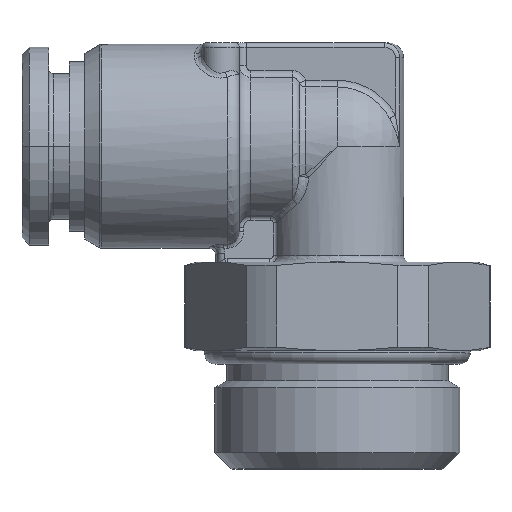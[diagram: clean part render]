
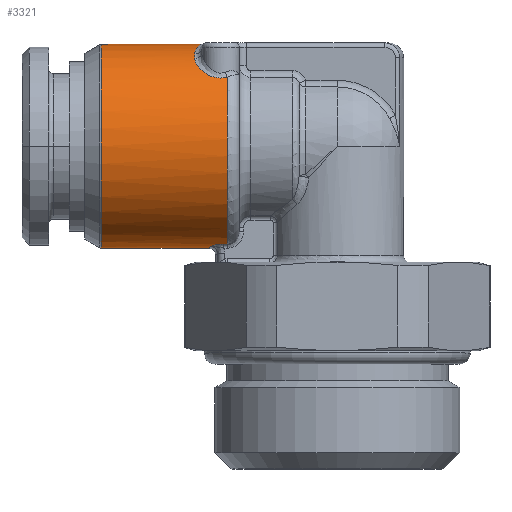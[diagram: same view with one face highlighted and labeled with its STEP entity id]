
A CAD part, top view. The second image highlights one B-rep face of the part: STEP entity #3321.
In plain terms, the highlighted cylindrical face has radius 6.9 mm (diameter 13.8 mm), a partial arc.
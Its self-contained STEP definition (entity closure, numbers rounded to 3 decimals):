
#92=CARTESIAN_POINT('',(-8.604,-6.767,1.348));
#93=CARTESIAN_POINT('',(-8.597,-6.764,1.361));
#94=CARTESIAN_POINT('',(-8.582,-6.759,1.389));
#95=CARTESIAN_POINT('',(-8.555,-6.749,1.436));
#96=CARTESIAN_POINT('',(-8.523,-6.738,1.488));
#97=CARTESIAN_POINT('',(-8.485,-6.725,1.544));
#98=CARTESIAN_POINT('',(-8.438,-6.711,1.605));
#99=CARTESIAN_POINT('',(-8.382,-6.695,1.669));
#100=CARTESIAN_POINT('',(-8.313,-6.678,1.735));
#101=CARTESIAN_POINT('',(-8.229,-6.661,1.801));
#102=CARTESIAN_POINT('',(-8.127,-6.644,1.862));
#103=CARTESIAN_POINT('',(-8.005,-6.629,1.915));
#104=CARTESIAN_POINT('',(-7.859,-6.618,1.954));
#105=CARTESIAN_POINT('',(-7.749,-6.614,1.965));
#106=CARTESIAN_POINT('',(-7.69,-6.614,1.965));
#108=CARTESIAN_POINT('',(-8.725,-6.9,
0.));
#109=CARTESIAN_POINT('',(-8.725,-6.9,
0.117));
#110=CARTESIAN_POINT('',(-8.72,-6.894,
0.349));
#111=CARTESIAN_POINT('',(-8.696,-6.868,
0.691));
#112=CARTESIAN_POINT('',(-8.658,-6.826,1.026));
#113=CARTESIAN_POINT('',(-8.624,-6.788,1.241));
#114=CARTESIAN_POINT('',(-8.604,-6.767,1.348));
#116=CARTESIAN_POINT('',(-15.97,0.,0.));
#117=DIRECTION('',(1.,0.,0.));
#118=DIRECTION('',(0.,1.,0.));
#119=AXIS2_PLACEMENT_3D('',#116,#117,#118);
#121=CARTESIAN_POINT('',(-9.237,6.9,0.));
#122=CARTESIAN_POINT('',(-9.237,6.9,0.141));
#123=CARTESIAN_POINT('',(-9.254,6.891,0.407));
#124=CARTESIAN_POINT('',(-9.306,6.862,0.751));
#125=CARTESIAN_POINT('',(-9.366,6.819,1.071));
#126=CARTESIAN_POINT('',(-9.431,6.763,1.381));
#127=CARTESIAN_POINT('',(-9.496,6.691,1.696));
#128=CARTESIAN_POINT('',(-9.557,6.602,2.014));
#129=CARTESIAN_POINT('',(-9.607,6.496,2.333));
#130=CARTESIAN_POINT('',(-9.639,6.388,2.615));
#131=CARTESIAN_POINT('',(-9.65,6.297,2.824));
#132=CARTESIAN_POINT('',(-9.65,6.247,2.929));
#134=CARTESIAN_POINT('',(-9.65,0.,0.));
#135=DIRECTION('',(1.,0.,0.));
#136=DIRECTION('',(0.,0.905,0.425));
#137=AXIS2_PLACEMENT_3D('',#134,#135,#136);
#139=CARTESIAN_POINT('',(-9.65,5.948,3.497));
#140=CARTESIAN_POINT('',(-9.65,5.841,3.679));
#141=CARTESIAN_POINT('',(-9.59,5.623,4.013));
#142=CARTESIAN_POINT('',(-9.34,5.27,4.463));
#143=CARTESIAN_POINT('',(-9.021,4.988,4.772));
#144=CARTESIAN_POINT('',(-8.646,4.766,4.992));
#145=CARTESIAN_POINT('',(-8.236,4.633,5.113));
#146=CARTESIAN_POINT('',(-7.849,4.603,5.14));
#147=CARTESIAN_POINT('',(-7.582,4.641,5.106));
#148=CARTESIAN_POINT('',(-7.45,4.676,5.074));
#150=CARTESIAN_POINT('',(-7.45,0.,0.));
#151=DIRECTION('',(1.,0.,0.));
#152=DIRECTION('',(0.,0.678,0.735));
#153=AXIS2_PLACEMENT_3D('',#150,#151,#152);
#155=DIRECTION('',(1.,0.,0.));
#156=VECTOR('',#155,0.24);
#157=CARTESIAN_POINT('',(-7.69,-6.614,1.965));
#158=LINE('',#157,#156);
#292=CARTESIAN_POINT('',(-7.45,-6.614,1.965));
#308=CARTESIAN_POINT('',(-7.45,4.676,5.074));
#443=DIRECTION('',(-1.,0.,0.));
#444=VECTOR('',#443,6.733);
#445=CARTESIAN_POINT('',(-9.237,6.9,0.));
#446=LINE('',#445,#444);
#452=DIRECTION('',(-1.,0.,0.));
#453=VECTOR('',#452,7.245);
#454=CARTESIAN_POINT('',(-8.725,-6.9,
0.));
#455=LINE('',#454,#453);
#2732=CARTESIAN_POINT('',(-15.97,6.9,0.));
#2733=CARTESIAN_POINT('',(-15.97,-6.9,0.));
#2734=VERTEX_POINT('',#2732);
#2735=VERTEX_POINT('',#2733);
#2817=VERTEX_POINT('',#308);
#2820=VERTEX_POINT('',#139);
#2822=VERTEX_POINT('',#121);
#2823=VERTEX_POINT('',#132);
#2880=CARTESIAN_POINT('',(-8.725,-6.9,
0.));
#2882=VERTEX_POINT('',#2880);
#2914=VERTEX_POINT('',#292);
#2915=VERTEX_POINT('',#92);
#2916=VERTEX_POINT('',#106);
#3295=CARTESIAN_POINT('',(-18.18,0.,0.));
#3296=DIRECTION('',(1.,0.,0.));
#3297=DIRECTION('',(0.,-1.,0.));
#3298=AXIS2_PLACEMENT_3D('',#3295,#3296,#3297);
#3299=CYLINDRICAL_SURFACE('',#3298,6.9);
#3301=ORIENTED_EDGE('',*,*,#3300,.F.);
#3303=ORIENTED_EDGE('',*,*,#3302,.F.);
#3305=ORIENTED_EDGE('',*,*,#3304,.T.);
#3306=ORIENTED_EDGE('',*,*,#3285,.F.);
#3308=ORIENTED_EDGE('',*,*,#3307,.F.);
#3310=ORIENTED_EDGE('',*,*,#3309,.T.);
#3312=ORIENTED_EDGE('',*,*,#3311,.T.);
#3314=ORIENTED_EDGE('',*,*,#3313,.T.);
#3316=ORIENTED_EDGE('',*,*,#3315,.T.);
#3318=ORIENTED_EDGE('',*,*,#3317,.F.);
#3319=EDGE_LOOP('',(#3301,#3303,#3305,#3306,#3308,#3310,#3312,#3314,#3316,
#3318));
#3320=FACE_OUTER_BOUND('',#3319,.F.);
#3321=ADVANCED_FACE('',(#3320),#3299,.T.);
#107=B_SPLINE_CURVE_WITH_KNOTS('',3,(#92,#93,#94,#95,#96,#97,#98,#99,#100,#101,
#102,#103,#104,#105,#106),.UNSPECIFIED.,.F.,.F.,(4,1,1,1,1,1,1,1,1,1,1,1,4),(
0.,0.083,0.167,0.25,0.333,
0.417,0.5,0.583,0.667,0.75,
0.833,0.917,1.),.UNSPECIFIED.);
#115=B_SPLINE_CURVE_WITH_KNOTS('',3,(#108,#109,#110,#111,#112,#113,#114),
.UNSPECIFIED.,.F.,.F.,(4,1,1,1,4),(0.,0.25,0.5,0.75,1.),
.UNSPECIFIED.);
#120=CIRCLE('',#119,6.9);
#133=B_SPLINE_CURVE_WITH_KNOTS('',3,(#121,#122,#123,#124,#125,#126,#127,#128,
#129,#130,#131,#132),.UNSPECIFIED.,.F.,.F.,(4,1,1,1,1,1,1,1,1,4),(0.,
0.111,0.222,0.333,0.444,
0.556,0.667,0.778,0.889,1.),
.UNSPECIFIED.);
#138=CIRCLE('',#137,6.9);
#149=B_SPLINE_CURVE_WITH_KNOTS('',3,(#139,#140,#141,#142,#143,#144,#145,#146,
#147,#148),.UNSPECIFIED.,.F.,.F.,(4,1,1,1,1,1,1,4),(0.,0.143,
0.286,0.429,0.571,0.714,
0.857,1.),.UNSPECIFIED.);
#154=CIRCLE('',#153,6.9);
#3285=EDGE_CURVE('',#2734,#2735,#120,.T.);
#3300=EDGE_CURVE('',#2915,#2916,#107,.T.);
#3302=EDGE_CURVE('',#2882,#2915,#115,.T.);
#3304=EDGE_CURVE('',#2882,#2735,#455,.T.);
#3307=EDGE_CURVE('',#2822,#2734,#446,.T.);
#3309=EDGE_CURVE('',#2822,#2823,#133,.T.);
#3311=EDGE_CURVE('',#2823,#2820,#138,.T.);
#3313=EDGE_CURVE('',#2820,#2817,#149,.T.);
#3315=EDGE_CURVE('',#2817,#2914,#154,.T.);
#3317=EDGE_CURVE('',#2916,#2914,#158,.T.);
